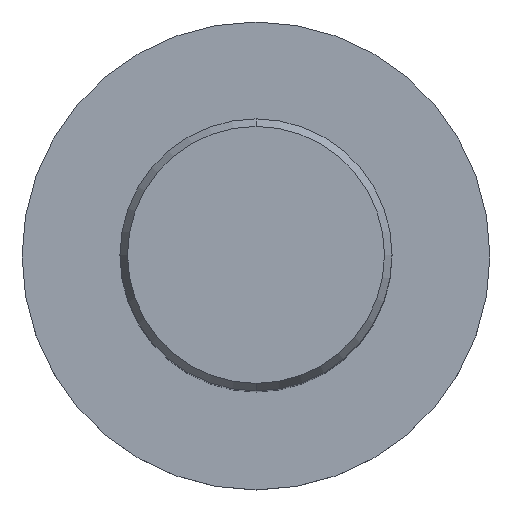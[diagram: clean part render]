
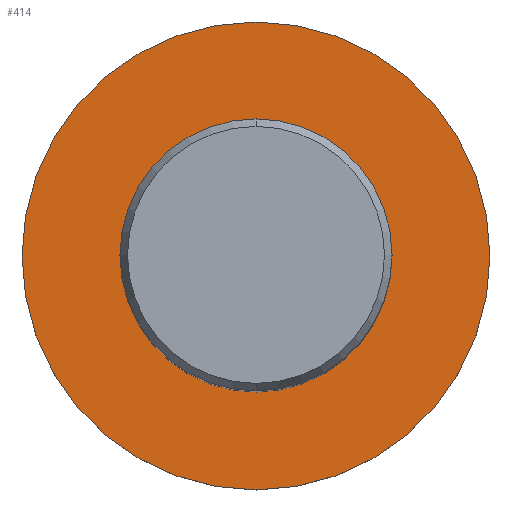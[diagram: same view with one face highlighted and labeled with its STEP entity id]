
A CAD part, top view. The second image highlights one B-rep face of the part: STEP entity #414.
In plain terms, the highlighted planar face has unit normal (0, 0, 1).
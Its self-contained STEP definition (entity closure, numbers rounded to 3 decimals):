
#212=VERTEX_POINT('',#548);
#346=VERTEX_POINT('',#695);
#410=EDGE_CURVE('',#500,#420,#765,.T.);
#414=ADVANCED_FACE('',(#769,#770),#771,.T.);
#420=VERTEX_POINT('',#777);
#442=EDGE_CURVE('',#346,#212,#801,.T.);
#476=EDGE_CURVE('',#420,#500,#837,.T.);
#492=EDGE_CURVE('',#212,#346,#855,.T.);
#500=VERTEX_POINT('',#864);
#548=CARTESIAN_POINT('',(0.,-21.5,-56.0));
#695=CARTESIAN_POINT('',(0.0,21.5,-56.0));
#765=CIRCLE('',#1321,12.5);
#769=FACE_BOUND('',#1327,.T.);
#770=FACE_OUTER_BOUND('',#1328,.T.);
#771=PLANE('',#1329);
#777=CARTESIAN_POINT('',(0.,-12.5,-56.0));
#801=CIRCLE('',#1394,21.5);
#837=CIRCLE('',#1524,12.5);
#855=CIRCLE('',#1556,21.5);
#864=CARTESIAN_POINT('',(0.0,12.5,-56.0));
#1321=AXIS2_PLACEMENT_3D('',#1857,#1858,#1859);
#1327=EDGE_LOOP('',(#1862,#1863));
#1328=EDGE_LOOP('',(#1864,#1865));
#1329=AXIS2_PLACEMENT_3D('',#1866,#1867,#1868);
#1394=AXIS2_PLACEMENT_3D('',#1894,#1895,#1896);
#1524=AXIS2_PLACEMENT_3D('',#1930,#1931,#1932);
#1556=AXIS2_PLACEMENT_3D('',#1951,#1952,#1953);
#1857=CARTESIAN_POINT('',(0.0,0.0,-56.0));
#1858=DIRECTION('',(-0.0,0.0,-1.0));
#1859=DIRECTION('',(0.0,1.0,0.0));
#1862=ORIENTED_EDGE('',*,*,#410,.T.);
#1863=ORIENTED_EDGE('',*,*,#476,.T.);
#1864=ORIENTED_EDGE('',*,*,#442,.F.);
#1865=ORIENTED_EDGE('',*,*,#492,.F.);
#1866=CARTESIAN_POINT('',(0.0,10.75,-56.0));
#1867=DIRECTION('',(-0.0,0.0,1.0));
#1868=DIRECTION('',(0.0,-1.0,0.0));
#1894=CARTESIAN_POINT('',(0.0,0.0,-56.0));
#1895=DIRECTION('',(0.0,0.0,-1.0));
#1896=DIRECTION('',(0.0,1.0,0.0));
#1930=CARTESIAN_POINT('',(0.0,0.0,-56.0));
#1931=DIRECTION('',(-0.0,0.0,-1.0));
#1932=DIRECTION('',(0.0,1.0,0.0));
#1951=CARTESIAN_POINT('',(0.0,0.0,-56.0));
#1952=DIRECTION('',(0.0,0.0,-1.0));
#1953=DIRECTION('',(0.0,1.0,0.0));
